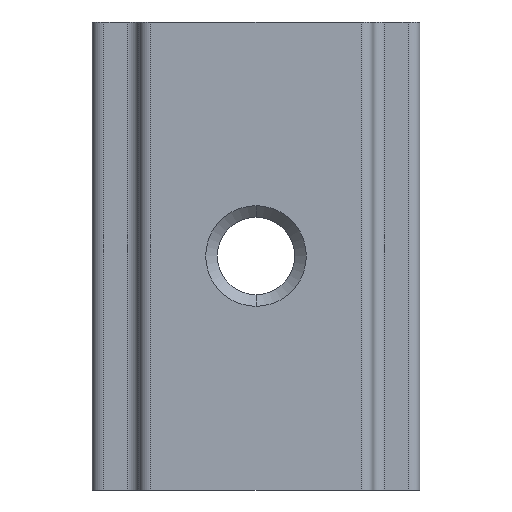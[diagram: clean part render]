
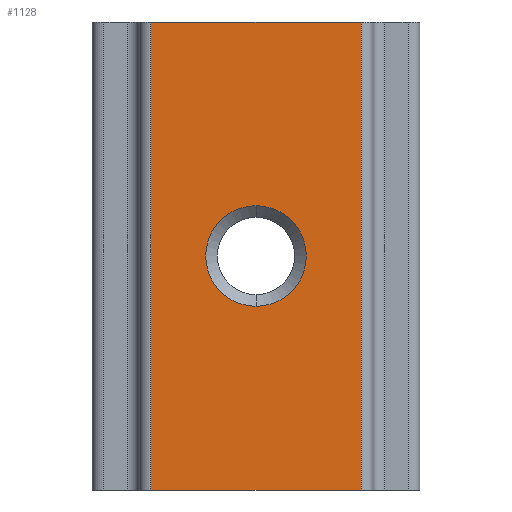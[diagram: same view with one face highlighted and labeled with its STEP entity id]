
A CAD part, front view. The second image highlights one B-rep face of the part: STEP entity #1128.
In plain terms, the highlighted planar face has unit normal (0, -1, 0).
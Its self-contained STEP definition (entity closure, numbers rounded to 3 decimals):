
#36 = AXIS2_PLACEMENT_3D ( 'NONE', #676, #1067, #785 ) ;
#40 = VERTEX_POINT ( 'NONE', #227 ) ;
#56 = DIRECTION ( 'NONE',  ( 0., 0., 1. ) ) ;
#57 = ORIENTED_EDGE ( 'NONE', *, *, #1154, .T. ) ;
#65 = CARTESIAN_POINT ( 'NONE',  ( 0., 0., 12.15 ) ) ;
#69 = DIRECTION ( 'NONE',  ( 1., 0., 0. ) ) ;
#116 = DIRECTION ( 'NONE',  ( 0., 0., 1. ) ) ;
#131 = AXIS2_PLACEMENT_3D ( 'NONE', #277, #270, #56 ) ;
#172 = CARTESIAN_POINT ( 'NONE',  ( -5., 0., 0. ) ) ;
#197 = CARTESIAN_POINT ( 'NONE',  ( -4.5, 0., 20. ) ) ;
#211 = DIRECTION ( 'NONE',  ( 0., 1., 0. ) ) ;
#227 = CARTESIAN_POINT ( 'NONE',  ( 4.5, 0., 20. ) ) ;
#231 = VERTEX_POINT ( 'NONE', #197 ) ;
#234 = EDGE_LOOP ( 'NONE', ( #863, #1259, #57, #603 ) ) ;
#265 = EDGE_CURVE ( 'NONE', #269, #40, #1050, .T. ) ;
#269 = VERTEX_POINT ( 'NONE', #405 ) ;
#270 = DIRECTION ( 'NONE',  ( 0., 1., 0. ) ) ;
#277 = CARTESIAN_POINT ( 'NONE',  ( -5., 0., 20. ) ) ;
#278 = VERTEX_POINT ( 'NONE', #420 ) ;
#284 = EDGE_CURVE ( 'NONE', #1078, #278, #541, .T. ) ;
#318 = VECTOR ( 'NONE', #853, 1000. ) ;
#361 = EDGE_CURVE ( 'NONE', #231, #898, #708, .T. ) ;
#399 = LINE ( 'NONE', #589, #1015 ) ;
#405 = CARTESIAN_POINT ( 'NONE',  ( 4.5, 0., 0. ) ) ;
#420 = CARTESIAN_POINT ( 'NONE',  ( 0., 0., 7.85 ) ) ;
#451 = VECTOR ( 'NONE', #1108, 1000. ) ;
#473 = FACE_BOUND ( 'NONE', #923, .T. ) ;
#541 = CIRCLE ( 'NONE', #1095, 2.15 ) ;
#589 = CARTESIAN_POINT ( 'NONE',  ( -5., 0., 20. ) ) ;
#603 = ORIENTED_EDGE ( 'NONE', *, *, #265, .T. ) ;
#611 = CARTESIAN_POINT ( 'NONE',  ( 4.5, 0., 20. ) ) ;
#619 = EDGE_CURVE ( 'NONE', #231, #40, #399, .T. ) ;
#670 = VECTOR ( 'NONE', #1185, 1000. ) ;
#673 = EDGE_CURVE ( 'NONE', #278, #1078, #783, .T. ) ;
#676 = CARTESIAN_POINT ( 'NONE',  ( 0., 0., 10. ) ) ;
#703 = CARTESIAN_POINT ( 'NONE',  ( 0., 0., 10. ) ) ;
#708 = LINE ( 'NONE', #1021, #451 ) ;
#783 = CIRCLE ( 'NONE', #36, 2.15 ) ;
#785 = DIRECTION ( 'NONE',  ( 0., 0., 1. ) ) ;
#847 = ORIENTED_EDGE ( 'NONE', *, *, #673, .T. ) ;
#853 = DIRECTION ( 'NONE',  ( 1., 0., 0. ) ) ;
#858 = LINE ( 'NONE', #172, #318 ) ;
#863 = ORIENTED_EDGE ( 'NONE', *, *, #619, .F. ) ;
#898 = VERTEX_POINT ( 'NONE', #1197 ) ;
#923 = EDGE_LOOP ( 'NONE', ( #847, #1181 ) ) ;
#933 = PLANE ( 'NONE',  #131 ) ;
#1015 = VECTOR ( 'NONE', #69, 1000. ) ;
#1021 = CARTESIAN_POINT ( 'NONE',  ( -4.5, 0., 20. ) ) ;
#1050 = LINE ( 'NONE', #611, #670 ) ;
#1067 = DIRECTION ( 'NONE',  ( 0., 1., 0. ) ) ;
#1078 = VERTEX_POINT ( 'NONE', #65 ) ;
#1095 = AXIS2_PLACEMENT_3D ( 'NONE', #703, #211, #116 ) ;
#1108 = DIRECTION ( 'NONE',  ( 0., 0., -1. ) ) ;
#1128 = ADVANCED_FACE ( 'NONE', ( #473, #1204 ), #933, .F. ) ;
#1154 = EDGE_CURVE ( 'NONE', #898, #269, #858, .T. ) ;
#1181 = ORIENTED_EDGE ( 'NONE', *, *, #284, .T. ) ;
#1185 = DIRECTION ( 'NONE',  ( 0., 0., 1. ) ) ;
#1197 = CARTESIAN_POINT ( 'NONE',  ( -4.5, 0., 0. ) ) ;
#1204 = FACE_OUTER_BOUND ( 'NONE', #234, .T. ) ;
#1259 = ORIENTED_EDGE ( 'NONE', *, *, #361, .T. ) ;
